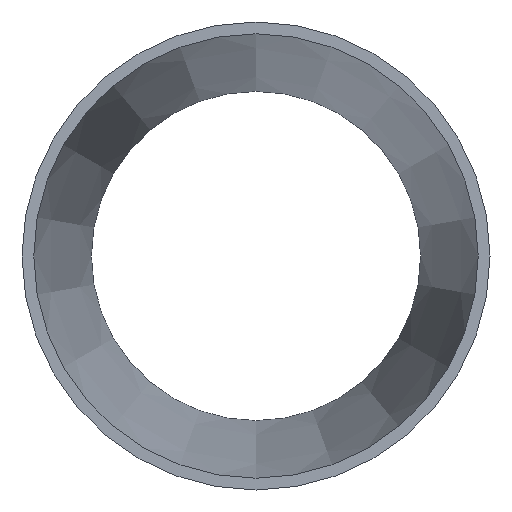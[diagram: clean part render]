
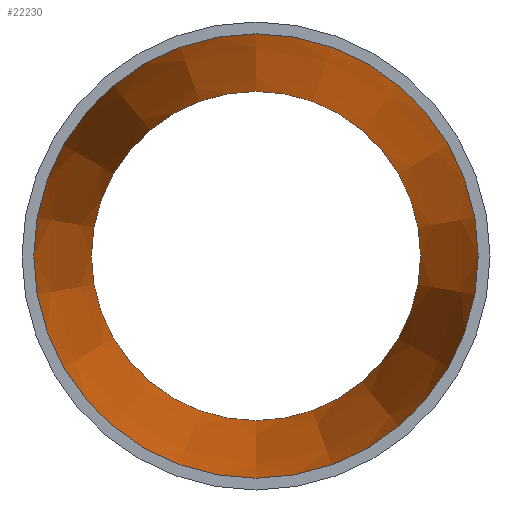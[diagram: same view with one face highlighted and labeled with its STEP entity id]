
A CAD part, front view. The second image highlights one B-rep face of the part: STEP entity #22230.
In plain terms, the highlighted conical face has half-angle 6.246 degrees and reference radius 37.988 mm.
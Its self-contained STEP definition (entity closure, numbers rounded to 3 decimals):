
#334 = DIRECTION ( 'NONE',  ( 0., -1., 0. ) ) ;
#1012 = EDGE_LOOP ( 'NONE', ( #9087 ) ) ;
#1293 = DIRECTION ( 'NONE',  ( 0., -1., 0. ) ) ;
#1730 = DIRECTION ( 'NONE',  ( 0., 0., -1. ) ) ;
#4734 = CARTESIAN_POINT ( 'NONE',  ( 0., 0., -37.988 ) ) ;
#6757 = FACE_BOUND ( 'NONE', #1012, .T. ) ;
#8292 = CARTESIAN_POINT ( 'NONE',  ( 0., 0., 0. ) ) ;
#8840 = FACE_OUTER_BOUND ( 'NONE', #23601, .T. ) ;
#9087 = ORIENTED_EDGE ( 'NONE', *, *, #29205, .F. ) ;
#10402 = AXIS2_PLACEMENT_3D ( 'NONE', #18313, #27112, #22919 ) ;
#11330 = AXIS2_PLACEMENT_3D ( 'NONE', #20823, #334, #15587 ) ;
#13854 = CARTESIAN_POINT ( 'NONE',  ( 0., 90., -28.138 ) ) ;
#14216 = CIRCLE ( 'NONE', #15170, 37.988 ) ;
#15170 = AXIS2_PLACEMENT_3D ( 'NONE', #8292, #1293, #1730 ) ;
#15587 = DIRECTION ( 'NONE',  ( 0., 0., -1. ) ) ;
#15658 = CONICAL_SURFACE ( 'NONE', #10402, 37.988, 0.109 ) ;
#18313 = CARTESIAN_POINT ( 'NONE',  ( 0., 0., 0. ) ) ;
#20823 = CARTESIAN_POINT ( 'NONE',  ( 0., 90., 0. ) ) ;
#22230 = ADVANCED_FACE ( 'NONE', ( #6757, #8840 ), #15658, .F. ) ;
#22297 = ORIENTED_EDGE ( 'NONE', *, *, #22648, .T. ) ;
#22648 = EDGE_CURVE ( 'NONE', #25668, #25668, #14216, .T. ) ;
#22919 = DIRECTION ( 'NONE',  ( 0., 0., -1. ) ) ;
#23601 = EDGE_LOOP ( 'NONE', ( #22297 ) ) ;
#25668 = VERTEX_POINT ( 'NONE', #4734 ) ;
#27112 = DIRECTION ( 'NONE',  ( 0., -1., 0. ) ) ;
#28037 = CIRCLE ( 'NONE', #11330, 28.138 ) ;
#28079 = VERTEX_POINT ( 'NONE', #13854 ) ;
#29205 = EDGE_CURVE ( 'NONE', #28079, #28079, #28037, .T. ) ;
